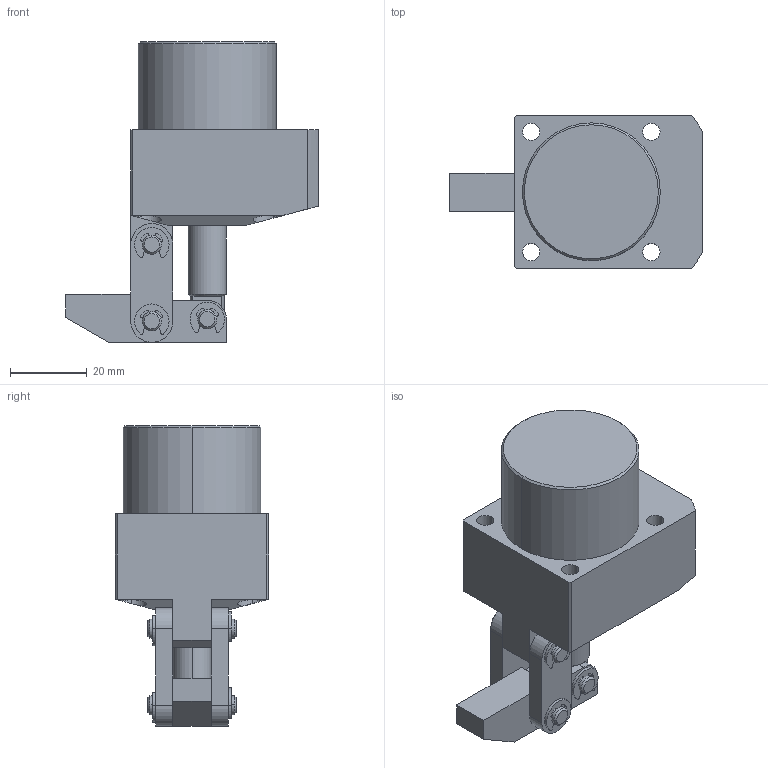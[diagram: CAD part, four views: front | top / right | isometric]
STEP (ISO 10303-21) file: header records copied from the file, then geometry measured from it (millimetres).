
FILE_DESCRIPTION (( 'STEP AP203' ), '1' );
FILE_NAME ('HLKA-22.STEP', '2019-10-12T09:29:51', ( '微软用户' ), ( '微软中国' ), 'SwSTEP 2.0', 'SolidWorks 2012', '' );
FILE_SCHEMA (( 'CONFIG_CONTROL_DESIGN' ));
Length unit declared in the file: millimetre
Products named in the file (8): HLKA-22; e rings gb_GB_CONNECTING_PIECE_RINGS_HR 4; HLKA-22酗种; HLKA-22揤旋; HLKA-22蟀裝; HLKA-22活塞杆; HLKA-22傻种; HLKA-22掛极
Assembly tree (14 placements, depth 2):
  HLKA-22
    HLKA-22掛极
    HLKA-22傻种
    HLKA-22活塞杆
    HLKA-22蟀裝  x2
    HLKA-22揤旋
    HLKA-22酗种  x2
    e rings gb_GB_CONNECTING_PIECE_RINGS_HR 4  x6
Bounding box: 66 x 40 x 78.5 mm (x, y, z)
Volume: 68853 mm3; surface area: 24064.3 mm2
Topology: 14 solids, 14 shells, 391 faces, 987 edges, 649 vertices
Faces by surface type: cylinder 188, plane 159, cone 20, bspline 16, torus 6, sphere 2
Entity records: 8968 total; most frequent: CARTESIAN_POINT 2130, DIRECTION 1234, ORIENTED_EDGE 1184, EDGE_CURVE 592, AXIS2_PLACEMENT_3D 451, VERTEX_POINT 387, LINE 332, VECTOR 332
